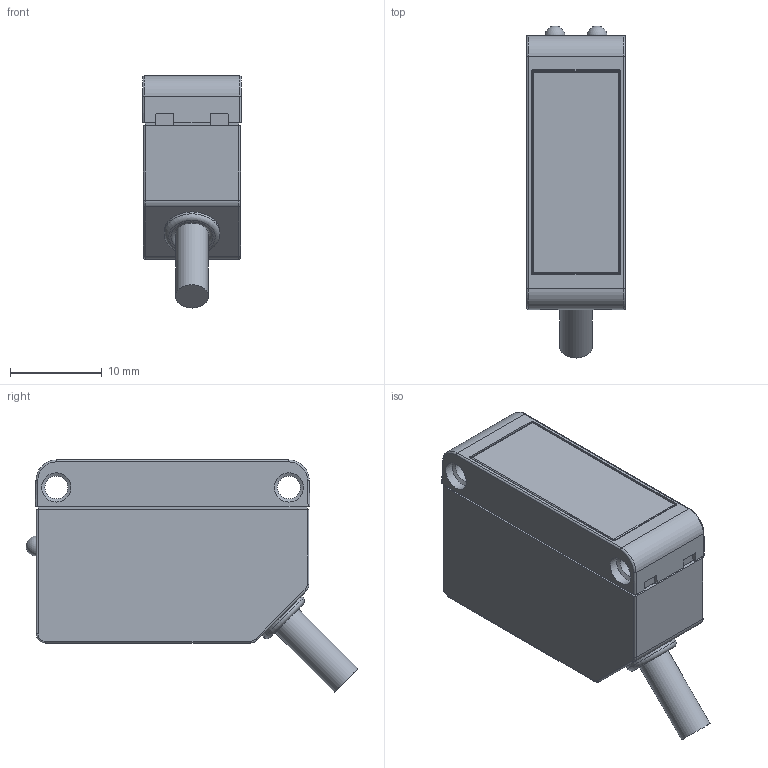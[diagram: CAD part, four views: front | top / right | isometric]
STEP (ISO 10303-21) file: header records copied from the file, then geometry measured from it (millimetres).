
FILE_DESCRIPTION(/* description */ (''),/* implementation_level */ '2;1');
FILE_NAME(/* name */ 'PD30_No-Teach_Cable.stp',/* time_stamp */ '2017-01-31T11:09:50+01:00',/* author */ ('tvb'),/* organization */ (''),/* preprocessor_version */ 'ST-DEVELOPER v16.1',/* originating_system */ 'Autodesk Inventor 2016',/* authorisation */ '');
FILE_SCHEMA (('AUTOMOTIVE_DESIGN { 1 0 10303 214 3 1 1 }'));
Length unit declared in the file: millimetre
Products named in the file (1): PD30_No-Teach_Cable
Bounding box: 10.8 x 36.24 x 25.34 mm (x, y, z)
Volume: 2534.3 mm3; surface area: 4858.2 mm2
Topology: 4 solids, 8 shells, 346 faces, 882 edges, 558 vertices
Faces by surface type: plane 179, cylinder 104, cone 29, torus 16, sphere 14, bspline 4
Full cylindrical faces by diameter (mm): 1.8 x2, 2.2 x2, 2.5 x2, 3.2 x4, 3.6 x2, 6.1 x1, 6.5 x1
Entity records: 10164 total; most frequent: DIRECTION 1801, CARTESIAN_POINT 1754, ORIENTED_EDGE 1670, EDGE_CURVE 833, AXIS2_PLACEMENT_3D 625, LINE 551, VECTOR 551, VERTEX_POINT 542
